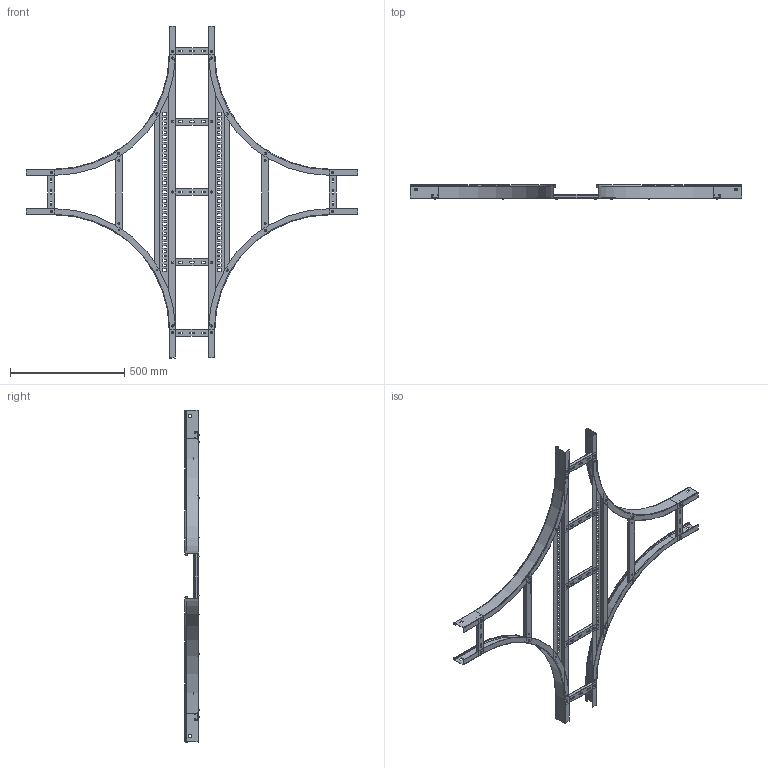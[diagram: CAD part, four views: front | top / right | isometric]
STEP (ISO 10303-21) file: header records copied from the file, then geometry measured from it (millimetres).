
FILE_DESCRIPTION (( 'STEP AP214' ), '1' );
FILE_NAME ('6214450.STEP', '2020-05-08T11:40:57', ( '' ), ( '' ), 'SwSTEP 2.0', 'SolidWorks 2018', '' );
FILE_SCHEMA (( 'AUTOMOTIVE_DESIGN' ));
Length unit declared in the file: millimetre
Products named in the file (10): 131595_NB0200; 6214450; KTS 14.041-005_3.5mm; 131591_60_27_R500; 131571_L=195 (NB=200); KTS 14.041-005_3.00mm; 131594_NB0200
Assembly tree (39 placements, depth 2):
  6214450
    131591_60_27_R500
    131591_60_27_R500
    131591_60_27_R500
    131591_60_27_R500
    131594_NB0200  x2
    131571_L=195 (NB=200)  x7
    131595_NB0200  x2
    KTS 14.041-005_3.00mm  x11
    KTS 14.041-005_3.5mm  x13
Bounding box: 1450 x 61.6 x 1450 mm (x, y, z)
Volume: 1278028.4 mm3; surface area: 1594274.7 mm2
Topology: 39 solids, 39 shells, 1674 faces, 4428 edges, 2856 vertices
Faces by surface type: plane 820, cylinder 674, torus 112, cone 48, bspline 20
Entity records: 25878 total; most frequent: CARTESIAN_POINT 4976, DIRECTION 4004, ORIENTED_EDGE 3856, EDGE_CURVE 1928, AXIS2_PLACEMENT_3D 1384, VERTEX_POINT 1248, VECTOR 1236, LINE 1236
